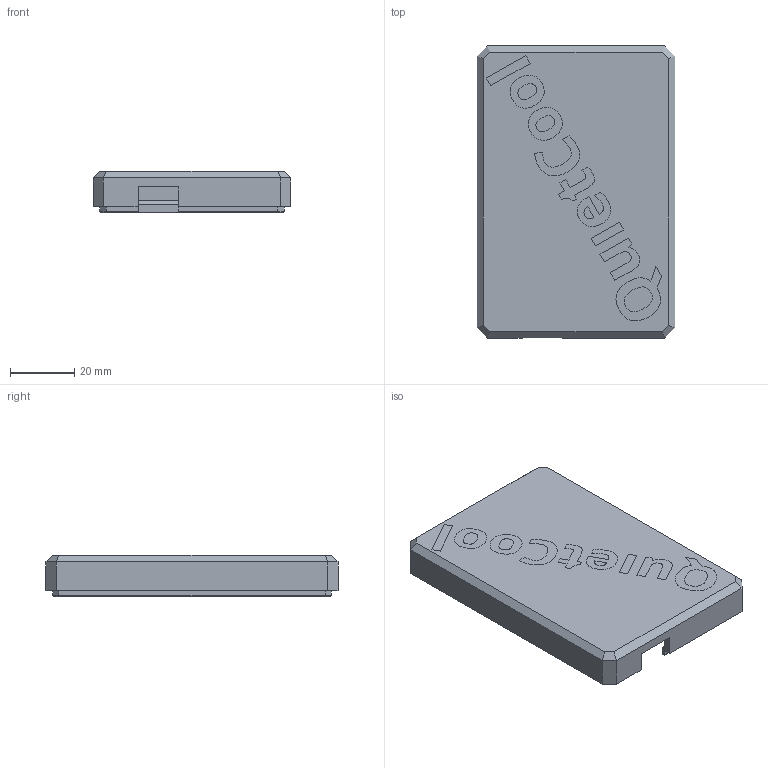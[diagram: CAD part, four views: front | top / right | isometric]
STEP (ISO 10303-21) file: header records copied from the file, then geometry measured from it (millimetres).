
FILE_DESCRIPTION(/* description */ ('STEP AP242','CAx-IF Rec.Pracs.---Representation and Presentation of Product Manufacturing Information (PMI)---4.0---2014-10-13','CAx-IF Rec.Pracs.---3D Tessellated Geometry---0.4---2014-09-14','2;1'),/* implementation_level */ '2;1');
FILE_NAME(/* name */ '6821412f53652857fc1d1945',/* time_stamp */ '2025-05-12T00:30:40Z',/* author */ (''),/* organization */ (''),/* preprocessor_version */ 'ST-DEVELOPER v20',/* originating_system */ 'ONSHAPE BY PTC INC, 1.197',/* authorisation */ ' ');
FILE_SCHEMA (('AP242_MANAGED_MODEL_BASED_3D_ENGINEERING_MIM_LF { 1 0 10303 442 1 1 4 }'));
Length unit declared in the file: metre
Products named in the file (2): label; case-top
Bounding box: 61.76 x 91.16 x 12.8 mm (x, y, z)
Volume: 18751.7 mm3; surface area: 19820.6 mm2
Topology: 2 solids, 2 shells, 439 faces, 1201 edges, 783 vertices
Faces by surface type: plane 227, bspline 180, cylinder 19, cone 13
Full cylindrical faces by diameter (mm): 2.66 x4, 3.23 x2, 3.66 x1, 6.339 x6
Entity records: 14224 total; most frequent: CARTESIAN_POINT 4463, ORIENTED_EDGE 2340, DIRECTION 1345, EDGE_CURVE 1170, VERTEX_POINT 778, LINE 719, VECTOR 719, EDGE_LOOP 498
